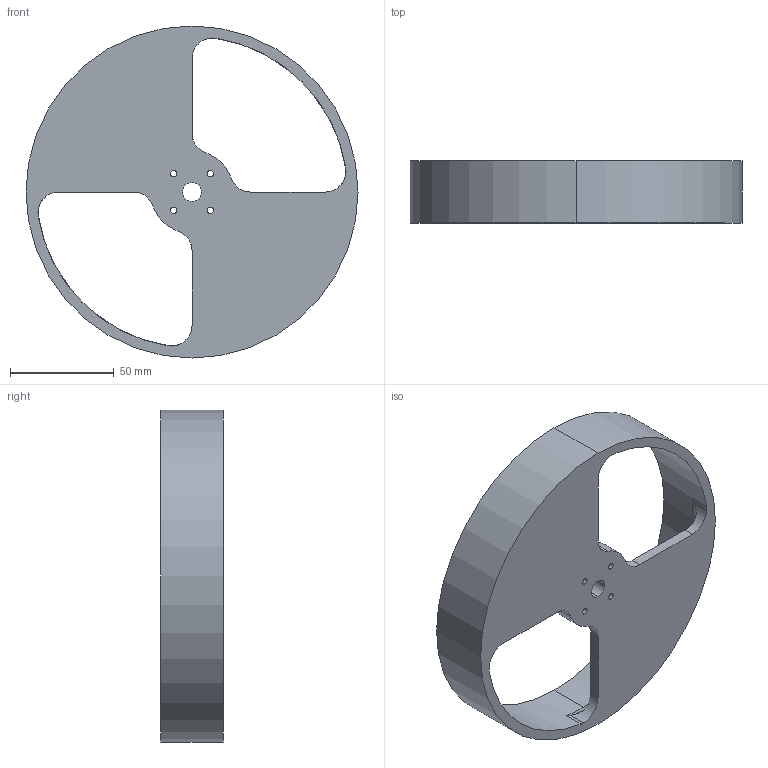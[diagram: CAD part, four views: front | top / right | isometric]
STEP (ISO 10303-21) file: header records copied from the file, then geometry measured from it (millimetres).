
FILE_DESCRIPTION (( 'STEP AP214' ), '1' );
FILE_NAME ('reaction_wheel.STEP', '2024-12-12T22:51:38', ( '' ), ( '' ), 'SwSTEP 2.0', 'SolidWorks 2024', '' );
FILE_SCHEMA (( 'AUTOMOTIVE_DESIGN' ));
Length unit declared in the file: millimetre
Products named in the file (1): reaction_wheel
Bounding box: 160 x 30 x 160 mm (x, y, z)
Volume: 128914.8 mm3; surface area: 53756.2 mm2
Topology: 1 solids, 1 shells, 48 faces, 127 edges, 80 vertices
Faces by surface type: cylinder 25, plane 9, cone 8, torus 6
Entity records: 1710 total; most frequent: CARTESIAN_POINT 423, DIRECTION 287, ORIENTED_EDGE 254, EDGE_CURVE 127, AXIS2_PLACEMENT_3D 120, VERTEX_POINT 80, CIRCLE 71, EDGE_LOOP 61
